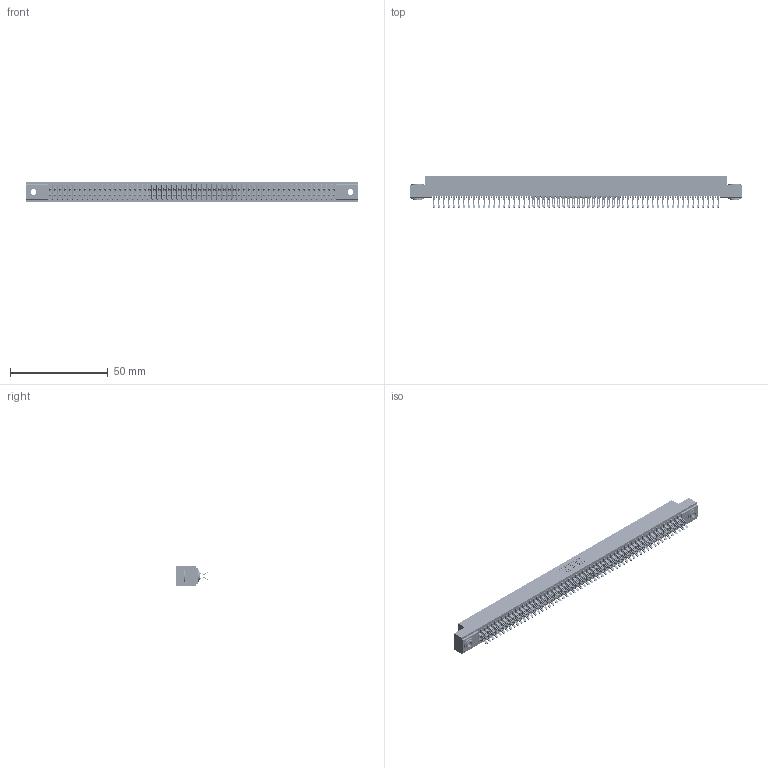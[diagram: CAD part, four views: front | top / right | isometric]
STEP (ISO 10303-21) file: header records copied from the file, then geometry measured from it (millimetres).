
FILE_DESCRIPTION (( 'STEP AP203' ), '1' );
FILE_NAME ('341-116-555-203.STEP', '2018-08-08T14:04:42', ( '' ), ( '' ), 'SwSTEP 2.0', 'SolidWorks 2016', '' );
FILE_SCHEMA (( 'CONFIG_CONTROL_DESIGN' ));
Products named in the file (4): 341 Part_.156 (3.96) Dia Mounting Holes; 341-292-001_341-292-155; 345-250-002_345-250-002-102; 341-116-555-203
Assembly tree (119 placements, depth 2):
  341-116-555-203
    341 Part_.156 (3.96) Dia Mounting Holes
    341-292-001_341-292-155  x116
    345-250-002_345-250-002-102  x2
Bounding box: 169.54 x 16.31 x 10.16 mm (x, y, z)
Volume: 12682.9 mm3; surface area: 24209.8 mm2
Topology: 119 solids, 119 shells, 9216 faces, 27514 edges, 17910 vertices
Faces by surface type: plane 4964, cylinder 4012, sphere 118, torus 114, cone 8
Entity records: 69596 total; most frequent: CARTESIAN_POINT 11565, ORIENTED_EDGE 11476, DIRECTION 11218, EDGE_CURVE 5738, VECTOR 4628, LINE 4628, VERTEX_POINT 3626, AXIS2_PLACEMENT_3D 3295
